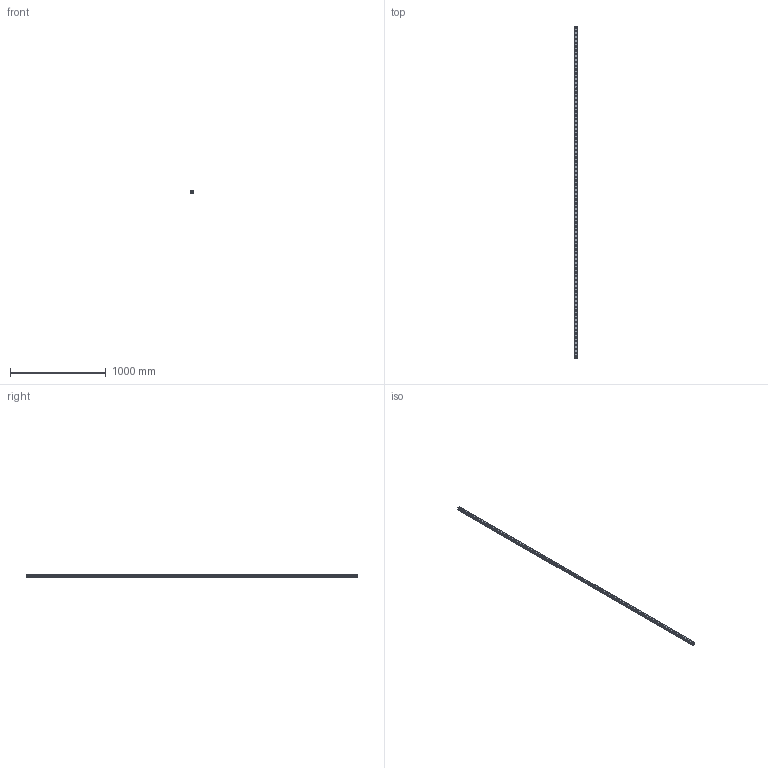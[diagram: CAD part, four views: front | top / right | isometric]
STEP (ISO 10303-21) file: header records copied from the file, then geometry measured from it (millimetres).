
FILE_DESCRIPTION(('STEP AP214'),'1');
FILE_NAME('cctmp_96B88FD0-91D9-43C5-8ACB-EEBD89232F3B_2021_03_11_13_28_00_0169..stp','2021-03-11T12:28:00',('HIWIN GmbH'),('CADClick - www.CADClick.com'),'Spatial InterOp 3D',' ','unknown authorization');
FILE_SCHEMA(('AUTOMOTIVE_DESIGN'));
Length unit declared in the file: millimetre
Products named in the file (1): RGR30R3470H_FILE
Bounding box: 28 x 3470 x 28 mm (x, y, z)
Volume: 1990637.9 mm3; surface area: 514737.7 mm2
Topology: 1 solids, 1 shells, 898 faces, 1893 edges, 1262 vertices
Faces by surface type: cylinder 540, plane 358
Entity records: 31785 total; most frequent: DIRECTION 4771, CARTESIAN_POINT 4054, ORIENTED_EDGE 3786, AXIS2_PLACEMENT_3D 1979, EDGE_CURVE 1893, VERTEX_POINT 1262, EDGE_LOOP 1163, CIRCLE 1080
